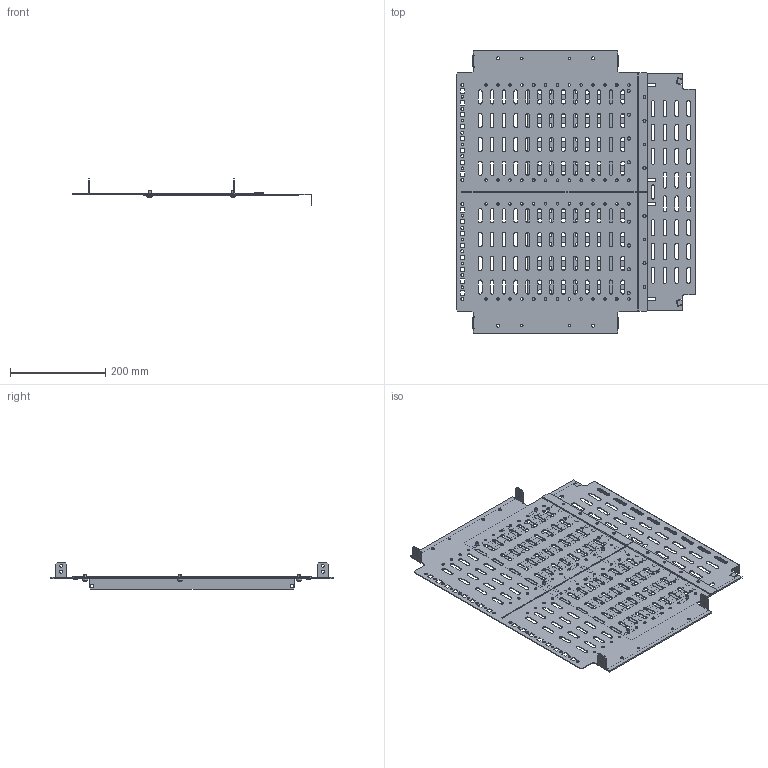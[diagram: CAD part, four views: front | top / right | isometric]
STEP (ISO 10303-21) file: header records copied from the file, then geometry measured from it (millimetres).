
FILE_DESCRIPTION (( 'STEP AP203' ), '1' );
FILE_NAME ('FO-00-SWMP-060-040 FORMAT Ïåðåãîðîäêà ñåêö. ìîíò. ïàíåëè çàäíÿÿ 600õ400 IEK.STEP', '2024-07-09T11:22:53', ( '' ), ( '' ), 'SwSTEP 2.0', 'SolidWorks 2022', '' );
FILE_SCHEMA (( 'CONFIG_CONTROL_DESIGN' ));
Length unit declared in the file: millimetre
Products named in the file (1): FO-00-SWMP-060-040 FORMAT Перегородка секц. монт. панели задняя 600х400 IEK
Bounding box: 504 x 593.6 x 55.5 mm (x, y, z)
Volume: 556314.6 mm3; surface area: 757570.4 mm2
Topology: 8 solids, 8 shells, 1826 faces, 5352 edges, 3552 vertices
Faces by surface type: cylinder 940, plane 838, cone 24, torus 24
Entity records: 62851 total; most frequent: DIRECTION 10958, CARTESIAN_POINT 10731, ORIENTED_EDGE 10704, EDGE_CURVE 5352, AXIS2_PLACEMENT_3D 3779, VERTEX_POINT 3552, VECTOR 3400, LINE 3400
